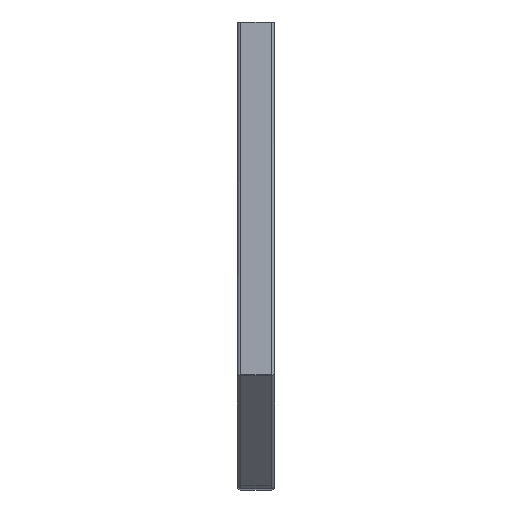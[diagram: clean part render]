
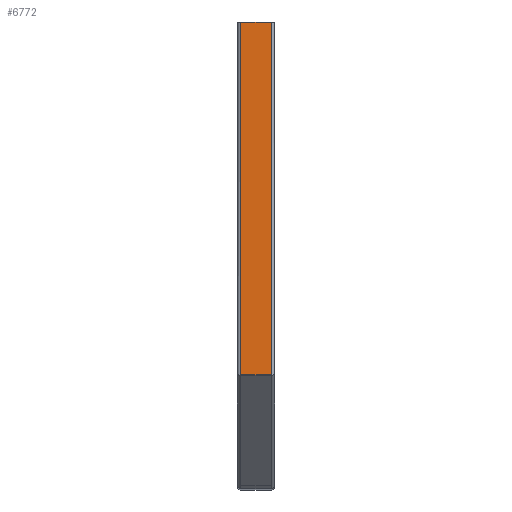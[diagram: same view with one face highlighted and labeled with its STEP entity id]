
A CAD part, top view. The second image highlights one B-rep face of the part: STEP entity #6772.
In plain terms, the highlighted planar face has unit normal (0, 0, 1).
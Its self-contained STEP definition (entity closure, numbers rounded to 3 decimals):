
#374 = PLANE('',#375);
#375 = AXIS2_PLACEMENT_3D('',#376,#377,#378);
#376 = CARTESIAN_POINT('',(-16.5,-211.475,466.142));
#377 = DIRECTION('',(0.,-0.707,0.707)
  );
#378 = DIRECTION('',(1.,0.,0.));
#928 = CYLINDRICAL_SURFACE('',#929,3.5);
#929 = AXIS2_PLACEMENT_3D('',#930,#931,#932);
#930 = CARTESIAN_POINT('',(16.5,-87.333,578.5));
#931 = DIRECTION('',(0.,1.,0.));
#932 = DIRECTION('',(0.,0.,-1.));
#978 = PLANE('',#979);
#979 = AXIS2_PLACEMENT_3D('',#980,#981,#982);
#980 = CARTESIAN_POINT('',(-24.,284.667,590.683));
#981 = DIRECTION('',(0.,-1.,0.));
#982 = DIRECTION('',(0.,0.,-1.));
#1939 = CYLINDRICAL_SURFACE('',#1940,3.5);
#1940 = AXIS2_PLACEMENT_3D('',#1941,#1942,#1943);
#1941 = CARTESIAN_POINT('',(-16.5,-87.333,578.5));
#1942 = DIRECTION('',(0.,1.,0.));
#1943 = DIRECTION('',(0.,0.,-1.));
#5972 = VERTEX_POINT('',#5973);
#5973 = CARTESIAN_POINT('',(16.5,284.667,582.));
#6017 = EDGE_CURVE('',#5972,#6018,#6020,.T.);
#6018 = VERTEX_POINT('',#6019);
#6019 = CARTESIAN_POINT('',(-16.5,284.667,582.));
#6020 = SURFACE_CURVE('',#6021,(#6025,#6032),.PCURVE_S1.);
#6021 = LINE('',#6022,#6023);
#6022 = CARTESIAN_POINT('',(16.5,284.667,582.));
#6023 = VECTOR('',#6024,1.);
#6024 = DIRECTION('',(-1.,0.,0.));
#6025 = PCURVE('',#978,#6026);
#6026 = DEFINITIONAL_REPRESENTATION('',(#6027),#6031);
#6027 = LINE('',#6028,#6029);
#6028 = CARTESIAN_POINT('',(8.683,40.5));
#6029 = VECTOR('',#6030,1.);
#6030 = DIRECTION('',(0.,-1.));
#6031 = ( GEOMETRIC_REPRESENTATION_CONTEXT(2) 
PARAMETRIC_REPRESENTATION_CONTEXT() REPRESENTATION_CONTEXT('2D SPACE',''
  ) );
#6032 = PCURVE('',#6033,#6038);
#6033 = PLANE('',#6034);
#6034 = AXIS2_PLACEMENT_3D('',#6035,#6036,#6037);
#6035 = CARTESIAN_POINT('',(-16.5,-87.333,582.));
#6036 = DIRECTION('',(0.,0.,1.));
#6037 = DIRECTION('',(1.,0.,0.));
#6038 = DEFINITIONAL_REPRESENTATION('',(#6039),#6043);
#6039 = LINE('',#6040,#6041);
#6040 = CARTESIAN_POINT('',(33.,372.));
#6041 = VECTOR('',#6042,1.);
#6042 = DIRECTION('',(-1.,0.));
#6043 = ( GEOMETRIC_REPRESENTATION_CONTEXT(2) 
PARAMETRIC_REPRESENTATION_CONTEXT() REPRESENTATION_CONTEXT('2D SPACE',''
  ) );
#6413 = EDGE_CURVE('',#6414,#5972,#6416,.T.);
#6414 = VERTEX_POINT('',#6415);
#6415 = CARTESIAN_POINT('',(16.5,-95.618,582.));
#6416 = SURFACE_CURVE('',#6417,(#6421,#6450),.PCURVE_S1.);
#6417 = LINE('',#6418,#6419);
#6418 = CARTESIAN_POINT('',(16.5,-95.618,582.));
#6419 = VECTOR('',#6420,1.);
#6420 = DIRECTION('',(0.,1.,0.));
#6421 = PCURVE('',#928,#6422);
#6422 = DEFINITIONAL_REPRESENTATION('',(#6423),#6449);
#6423 = B_SPLINE_CURVE_WITH_KNOTS('',3,(#6424,#6425,#6426,#6427,#6428,
    #6429,#6430,#6431,#6432,#6433,#6434,#6435,#6436,#6437,#6438,#6439,
    #6440,#6441,#6442,#6443,#6444,#6445,#6446,#6447,#6448),
  .UNSPECIFIED.,.F.,.F.,(4,1,1,1,1,1,1,1,1,1,1,1,1,1,1,1,1,1,1,1,1,1,4),
  (0.,17.286,34.571,51.857,69.143,
    86.428,103.714,121.,138.285,
    155.571,172.856,190.142,207.428,
    224.713,241.999,259.285,276.57,
    293.856,311.142,328.427,345.713,
    362.999,380.284),.QUASI_UNIFORM_KNOTS.);
#6424 = CARTESIAN_POINT('',(3.142,-8.284));
#6425 = CARTESIAN_POINT('',(3.142,-2.522));
#6426 = CARTESIAN_POINT('',(3.142,9.001));
#6427 = CARTESIAN_POINT('',(3.142,26.287));
#6428 = CARTESIAN_POINT('',(3.142,43.573));
#6429 = CARTESIAN_POINT('',(3.142,60.858));
#6430 = CARTESIAN_POINT('',(3.142,78.144));
#6431 = CARTESIAN_POINT('',(3.142,95.43));
#6432 = CARTESIAN_POINT('',(3.142,112.715));
#6433 = CARTESIAN_POINT('',(3.142,130.001));
#6434 = CARTESIAN_POINT('',(3.142,147.287));
#6435 = CARTESIAN_POINT('',(3.142,164.572));
#6436 = CARTESIAN_POINT('',(3.142,181.858));
#6437 = CARTESIAN_POINT('',(3.142,199.144));
#6438 = CARTESIAN_POINT('',(3.142,216.429));
#6439 = CARTESIAN_POINT('',(3.142,233.715));
#6440 = CARTESIAN_POINT('',(3.142,251.));
#6441 = CARTESIAN_POINT('',(3.142,268.286));
#6442 = CARTESIAN_POINT('',(3.142,285.572));
#6443 = CARTESIAN_POINT('',(3.142,302.857));
#6444 = CARTESIAN_POINT('',(3.142,320.143));
#6445 = CARTESIAN_POINT('',(3.142,337.429));
#6446 = CARTESIAN_POINT('',(3.142,354.714));
#6447 = CARTESIAN_POINT('',(3.142,366.238));
#6448 = CARTESIAN_POINT('',(3.142,372.));
#6449 = ( GEOMETRIC_REPRESENTATION_CONTEXT(2) 
PARAMETRIC_REPRESENTATION_CONTEXT() REPRESENTATION_CONTEXT('2D SPACE',''
  ) );
#6450 = PCURVE('',#6033,#6451);
#6451 = DEFINITIONAL_REPRESENTATION('',(#6452),#6456);
#6452 = LINE('',#6453,#6454);
#6453 = CARTESIAN_POINT('',(33.,-8.284));
#6454 = VECTOR('',#6455,1.);
#6455 = DIRECTION('',(0.,1.));
#6456 = ( GEOMETRIC_REPRESENTATION_CONTEXT(2) 
PARAMETRIC_REPRESENTATION_CONTEXT() REPRESENTATION_CONTEXT('2D SPACE',''
  ) );
#6583 = VERTEX_POINT('',#6584);
#6584 = CARTESIAN_POINT('',(-16.5,-95.618,582.));
#6627 = EDGE_CURVE('',#6414,#6583,#6628,.T.);
#6628 = SURFACE_CURVE('',#6629,(#6633,#6640),.PCURVE_S1.);
#6629 = LINE('',#6630,#6631);
#6630 = CARTESIAN_POINT('',(16.5,-95.618,582.));
#6631 = VECTOR('',#6632,1.);
#6632 = DIRECTION('',(-1.,0.,0.));
#6633 = PCURVE('',#374,#6634);
#6634 = DEFINITIONAL_REPRESENTATION('',(#6635),#6639);
#6635 = LINE('',#6636,#6637);
#6636 = CARTESIAN_POINT('',(33.,163.848));
#6637 = VECTOR('',#6638,1.);
#6638 = DIRECTION('',(-1.,0.));
#6639 = ( GEOMETRIC_REPRESENTATION_CONTEXT(2) 
PARAMETRIC_REPRESENTATION_CONTEXT() REPRESENTATION_CONTEXT('2D SPACE',''
  ) );
#6640 = PCURVE('',#6033,#6641);
#6641 = DEFINITIONAL_REPRESENTATION('',(#6642),#6646);
#6642 = LINE('',#6643,#6644);
#6643 = CARTESIAN_POINT('',(33.,-8.284));
#6644 = VECTOR('',#6645,1.);
#6645 = DIRECTION('',(-1.,0.));
#6646 = ( GEOMETRIC_REPRESENTATION_CONTEXT(2) 
PARAMETRIC_REPRESENTATION_CONTEXT() REPRESENTATION_CONTEXT('2D SPACE',''
  ) );
#6729 = EDGE_CURVE('',#6018,#6583,#6730,.T.);
#6730 = SURFACE_CURVE('',#6731,(#6735,#6764),.PCURVE_S1.);
#6731 = LINE('',#6732,#6733);
#6732 = CARTESIAN_POINT('',(-16.5,284.667,582.));
#6733 = VECTOR('',#6734,1.);
#6734 = DIRECTION('',(0.,-1.,0.));
#6735 = PCURVE('',#1939,#6736);
#6736 = DEFINITIONAL_REPRESENTATION('',(#6737),#6763);
#6737 = B_SPLINE_CURVE_WITH_KNOTS('',3,(#6738,#6739,#6740,#6741,#6742,
    #6743,#6744,#6745,#6746,#6747,#6748,#6749,#6750,#6751,#6752,#6753,
    #6754,#6755,#6756,#6757,#6758,#6759,#6760,#6761,#6762),
  .UNSPECIFIED.,.F.,.F.,(4,1,1,1,1,1,1,1,1,1,1,1,1,1,1,1,1,1,1,1,1,1,4),
  (0.,17.286,34.571,51.857,69.143,
    86.428,103.714,121.,138.285,
    155.571,172.856,190.142,207.428,
    224.713,241.999,259.285,276.57,
    293.856,311.142,328.427,345.713,
    362.999,380.284),.QUASI_UNIFORM_KNOTS.);
#6738 = CARTESIAN_POINT('',(3.142,372.));
#6739 = CARTESIAN_POINT('',(3.142,366.238));
#6740 = CARTESIAN_POINT('',(3.142,354.714));
#6741 = CARTESIAN_POINT('',(3.142,337.429));
#6742 = CARTESIAN_POINT('',(3.142,320.143));
#6743 = CARTESIAN_POINT('',(3.142,302.857));
#6744 = CARTESIAN_POINT('',(3.142,285.572));
#6745 = CARTESIAN_POINT('',(3.142,268.286));
#6746 = CARTESIAN_POINT('',(3.142,251.));
#6747 = CARTESIAN_POINT('',(3.142,233.715));
#6748 = CARTESIAN_POINT('',(3.142,216.429));
#6749 = CARTESIAN_POINT('',(3.142,199.144));
#6750 = CARTESIAN_POINT('',(3.142,181.858));
#6751 = CARTESIAN_POINT('',(3.142,164.572));
#6752 = CARTESIAN_POINT('',(3.142,147.287));
#6753 = CARTESIAN_POINT('',(3.142,130.001));
#6754 = CARTESIAN_POINT('',(3.142,112.715));
#6755 = CARTESIAN_POINT('',(3.142,95.43));
#6756 = CARTESIAN_POINT('',(3.142,78.144));
#6757 = CARTESIAN_POINT('',(3.142,60.858));
#6758 = CARTESIAN_POINT('',(3.142,43.573));
#6759 = CARTESIAN_POINT('',(3.142,26.287));
#6760 = CARTESIAN_POINT('',(3.142,9.001));
#6761 = CARTESIAN_POINT('',(3.142,-2.522));
#6762 = CARTESIAN_POINT('',(3.142,-8.284));
#6763 = ( GEOMETRIC_REPRESENTATION_CONTEXT(2) 
PARAMETRIC_REPRESENTATION_CONTEXT() REPRESENTATION_CONTEXT('2D SPACE',''
  ) );
#6764 = PCURVE('',#6033,#6765);
#6765 = DEFINITIONAL_REPRESENTATION('',(#6766),#6770);
#6766 = LINE('',#6767,#6768);
#6767 = CARTESIAN_POINT('',(0.,372.));
#6768 = VECTOR('',#6769,1.);
#6769 = DIRECTION('',(0.,-1.));
#6770 = ( GEOMETRIC_REPRESENTATION_CONTEXT(2) 
PARAMETRIC_REPRESENTATION_CONTEXT() REPRESENTATION_CONTEXT('2D SPACE',''
  ) );
#6772 = ADVANCED_FACE('',(#6773),#6033,.T.);
#6773 = FACE_BOUND('',#6774,.F.);
#6774 = EDGE_LOOP('',(#6775,#6776,#6777,#6778));
#6775 = ORIENTED_EDGE('',*,*,#6017,.F.);
#6776 = ORIENTED_EDGE('',*,*,#6413,.F.);
#6777 = ORIENTED_EDGE('',*,*,#6627,.T.);
#6778 = ORIENTED_EDGE('',*,*,#6729,.F.);
